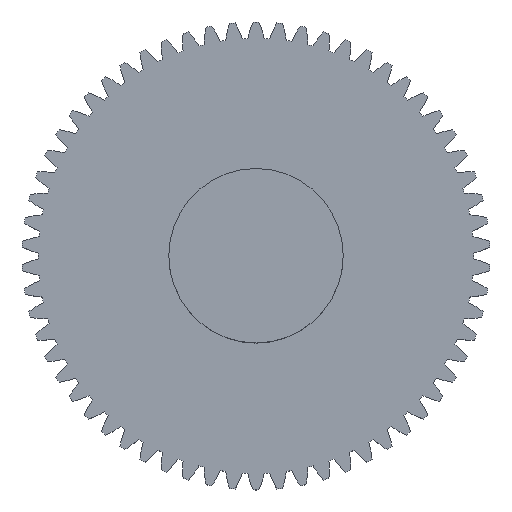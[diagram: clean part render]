
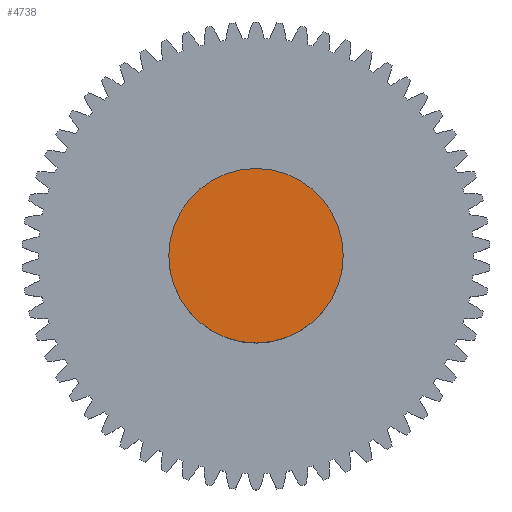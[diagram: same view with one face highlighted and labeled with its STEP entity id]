
A CAD part, top view. The second image highlights one B-rep face of the part: STEP entity #4738.
In plain terms, the highlighted planar face has unit normal (0, 0, 1).
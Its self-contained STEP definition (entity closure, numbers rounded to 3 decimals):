
#824=FACE_OUTER_BOUND('',#1088,.T.);
#1088=EDGE_LOOP('',(#3170));
#1357=CIRCLE('',#5026,13.5);
#1866=VERTEX_POINT('',#7621);
#2386=EDGE_CURVE('',#1866,#1866,#1357,.T.);
#3170=ORIENTED_EDGE('',*,*,#2386,.T.);
#4726=PLANE('',#5028);
#4738=ADVANCED_FACE('',(#824),#4726,.T.);
#5026=AXIS2_PLACEMENT_3D('',#7622,#5804,#5805);
#5028=AXIS2_PLACEMENT_3D('',#7626,#5809,#5810);
#5804=DIRECTION('center_axis',(0.,0.,1.));
#5805=DIRECTION('ref_axis',(1.,0.,0.));
#5809=DIRECTION('center_axis',(0.,0.,1.));
#5810=DIRECTION('ref_axis',(1.,0.,0.));
#7621=CARTESIAN_POINT('',(-13.5,0.,26.));
#7622=CARTESIAN_POINT('Origin',(0.,0.,26.));
#7626=CARTESIAN_POINT('Origin',(0.,0.,26.));
